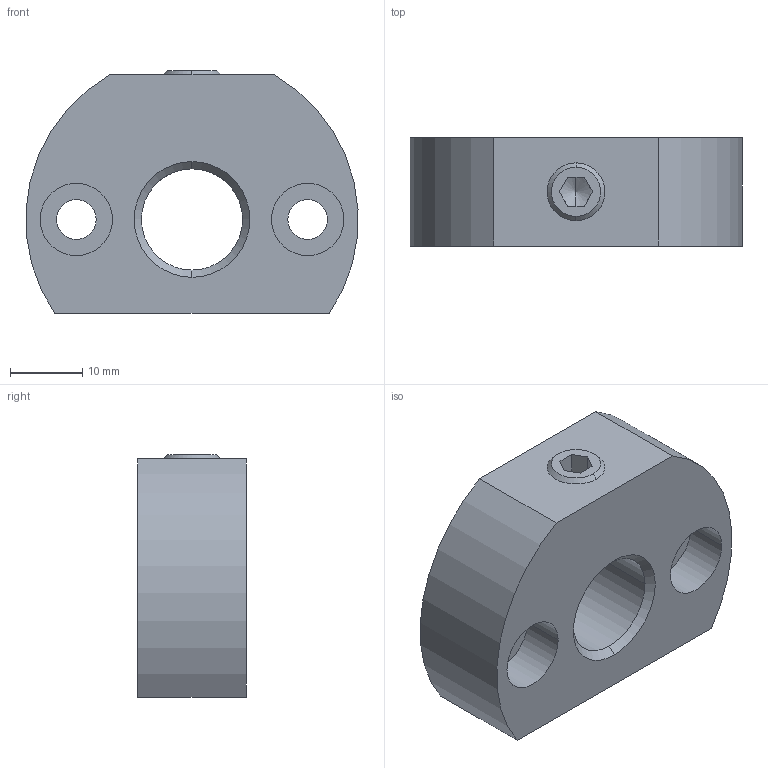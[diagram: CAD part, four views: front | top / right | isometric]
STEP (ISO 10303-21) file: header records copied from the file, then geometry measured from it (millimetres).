
FILE_DESCRIPTION(('STEP AP214'),'1');
FILE_NAME(' ',' ',('TraceParts'),('TraceParts S.A.'),'XStep 1.0',' ',' ');
FILE_SCHEMA(('automotive_design'));
Length unit declared in the file: millimetre
Products named in the file (1): 1
Bounding box: 45.91 x 15 x 33.6 mm (x, y, z)
Volume: 16333.9 mm3; surface area: 5816.1 mm2
Topology: 1 solids, 1 shells, 38 faces, 97 edges, 64 vertices
Faces by surface type: cylinder 14, plane 14, cone 10
Entity records: 2347 total; most frequent: CARTESIAN_POINT 280, DIRECTION 206, STYLED_ITEM 198, PRESENTATION_STYLE_ASSIGNMENT 198, COLOUR_RGB 198, ORIENTED_EDGE 190, EDGE_CURVE 95, CURVE_STYLE 95
